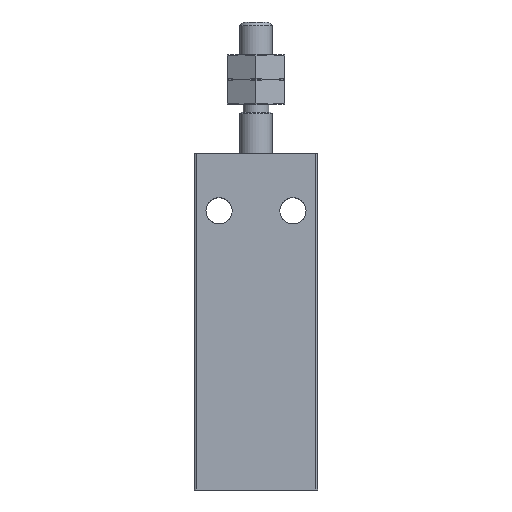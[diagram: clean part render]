
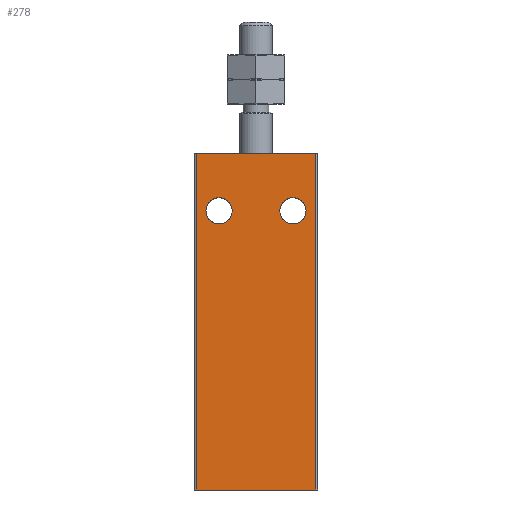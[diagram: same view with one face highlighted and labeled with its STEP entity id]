
A CAD part, front view. The second image highlights one B-rep face of the part: STEP entity #278.
In plain terms, the highlighted planar face has unit normal (0, -1, 0).
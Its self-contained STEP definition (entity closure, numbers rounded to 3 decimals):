
#278 = ADVANCED_FACE( '', ( #527, #528, #529 ), #530, .T. );
#527 = FACE_BOUND( '', #898, .T. );
#528 = FACE_BOUND( '', #899, .T. );
#529 = FACE_OUTER_BOUND( '', #900, .T. );
#530 = PLANE( '', #901 );
#898 = EDGE_LOOP( '', ( #1749 ) );
#899 = EDGE_LOOP( '', ( #1750 ) );
#900 = EDGE_LOOP( '', ( #1751, #1752, #1753, #1754 ) );
#901 = AXIS2_PLACEMENT_3D( '', #1755, #1756, #1757 );
#1749 = ORIENTED_EDGE( '', *, *, #2309, .F. );
#1750 = ORIENTED_EDGE( '', *, *, #2562, .F. );
#1751 = ORIENTED_EDGE( '', *, *, #2403, .F. );
#1752 = ORIENTED_EDGE( '', *, *, #2561, .F. );
#1753 = ORIENTED_EDGE( '', *, *, #2465, .T. );
#1754 = ORIENTED_EDGE( '', *, *, #2563, .T. );
#1755 = CARTESIAN_POINT( '', ( -7.3, -12., -41. ) );
#1756 = DIRECTION( '', ( 0., -1., 0. ) );
#1757 = DIRECTION( '', ( 1., 0., 0. ) );
#2309 = EDGE_CURVE( '', #2673, #2673, #2674, .T. );
#2403 = EDGE_CURVE( '', #2852, #2854, #2855, .T. );
#2465 = EDGE_CURVE( '', #2973, #2971, #2974, .T. );
#2561 = EDGE_CURVE( '', #2973, #2852, #3102, .T. );
#2562 = EDGE_CURVE( '', #3103, #3103, #3104, .T. );
#2563 = EDGE_CURVE( '', #2971, #2854, #3105, .T. );
#2673 = VERTEX_POINT( '', #3285 );
#2674 = CIRCLE( '', #3286, 1.6 );
#2852 = VERTEX_POINT( '', #3989 );
#2854 = VERTEX_POINT( '', #3991 );
#2855 = LINE( '', #3992, #3993 );
#2971 = VERTEX_POINT( '', #4131 );
#2973 = VERTEX_POINT( '', #4133 );
#2974 = LINE( '', #4134, #4135 );
#3102 = LINE( '', #4611, #4612 );
#3103 = VERTEX_POINT( '', #4613 );
#3104 = CIRCLE( '', #4614, 1.6 );
#3105 = LINE( '', #4615, #4616 );
#3285 = CARTESIAN_POINT( '', ( -4.5, -12., -8.6 ) );
#3286 = AXIS2_PLACEMENT_3D( '', #5003, #5004, #5005 );
#3989 = CARTESIAN_POINT( '', ( -7.3, -12., 0. ) );
#3991 = CARTESIAN_POINT( '', ( 7.3, -12., 0. ) );
#3992 = CARTESIAN_POINT( '', ( -7.3, -12., 0. ) );
#3993 = VECTOR( '', #5117, 1000. );
#4131 = CARTESIAN_POINT( '', ( 7.3, -12., -41. ) );
#4133 = CARTESIAN_POINT( '', ( -7.3, -12., -41. ) );
#4134 = CARTESIAN_POINT( '', ( -7.3, -12., -41. ) );
#4135 = VECTOR( '', #5257, 1000. );
#4611 = CARTESIAN_POINT( '', ( -7.3, -12., -41. ) );
#4612 = VECTOR( '', #5327, 1000. );
#4613 = CARTESIAN_POINT( '', ( 6.1, -12., -7. ) );
#4614 = AXIS2_PLACEMENT_3D( '', #5328, #5329, #5330 );
#4615 = CARTESIAN_POINT( '', ( 7.3, -12., -41. ) );
#4616 = VECTOR( '', #5331, 1000. );
#5003 = CARTESIAN_POINT( '', ( -4.5, -12., -7. ) );
#5004 = DIRECTION( '', ( 0., -1., 0. ) );
#5005 = DIRECTION( '', ( 0., 0., -1. ) );
#5117 = DIRECTION( '', ( 1., 0., 0. ) );
#5257 = DIRECTION( '', ( 1., 0., 0. ) );
#5327 = DIRECTION( '', ( 0., 0., 1. ) );
#5328 = CARTESIAN_POINT( '', ( 4.5, -12., -7. ) );
#5329 = DIRECTION( '', ( 0., -1., 0. ) );
#5330 = DIRECTION( '', ( 1., 0., 0. ) );
#5331 = DIRECTION( '', ( 0., 0., 1. ) );
